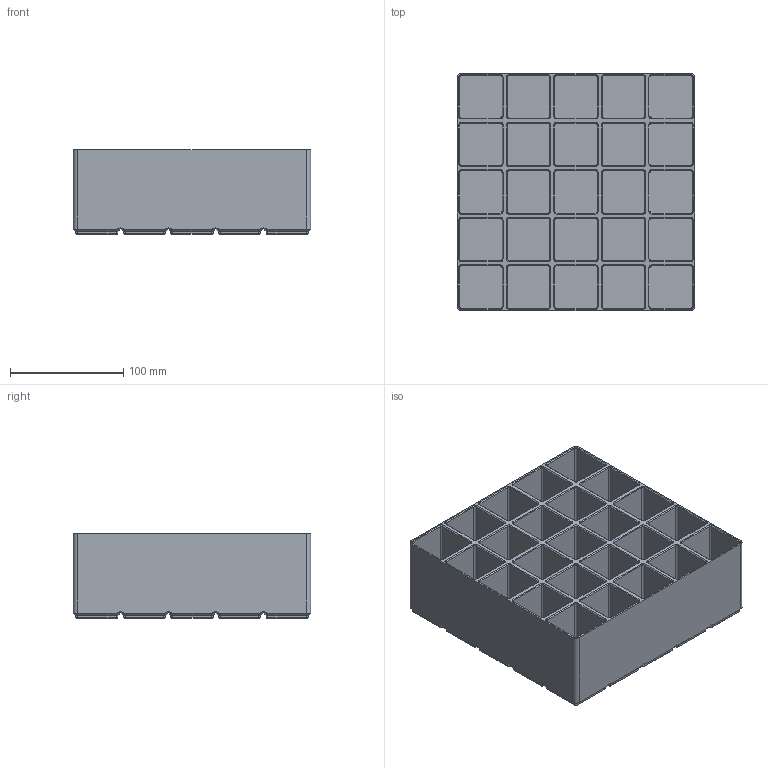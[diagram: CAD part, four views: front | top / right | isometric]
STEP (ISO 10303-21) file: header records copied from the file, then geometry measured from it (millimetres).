
FILE_DESCRIPTION(('Creo Elements/Direct Modeling STEP Export'),'2;1');
FILE_NAME('Gridfinity-5x5x75-01.stp','2023-01-11T 9:02:39',(''),(''),'Creo Elements/Direct Modeling STEP processor for AP214 (Solid Model)','Creo Elements/Direct Modeling 20.3A 20-Jun-2020 (C) Parametric Technology GmbH','');
FILE_SCHEMA(('AUTOMOTIVE_DESIGN { 1 0 10303 214 1 1 1 1 }'));
Length unit declared in the file: millimetre
Products named in the file (2): 5x5x75-01
Assembly tree (1 placements, depth 2):
  5x5x75-01
    5x5x75-01
Bounding box: 209.5 x 209.5 x 75 mm (x, y, z)
Volume: 855844.5 mm3; surface area: 413700.2 mm2
Topology: 1 solids, 1 shells, 1659 faces, 3592 edges, 2160 vertices
Faces by surface type: plane 755, cylinder 604, cone 300
Entity records: 49112 total; most frequent: CARTESIAN_POINT 13786, DIRECTION 7312, ORIENTED_EDGE 7184, EDGE_CURVE 3592, AXIS2_PLACEMENT_3D 2620, VERTEX_POINT 2160, VECTOR 2072, LINE 2072
